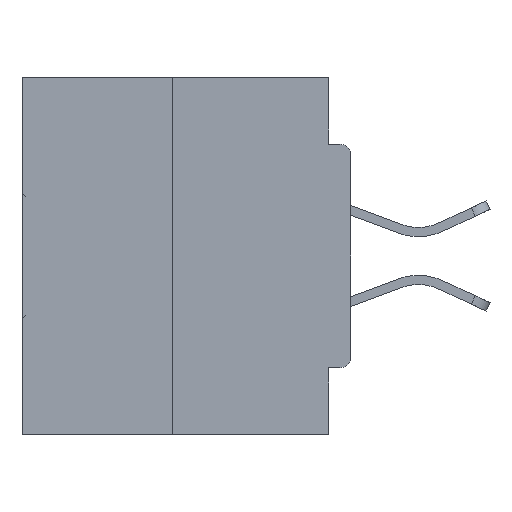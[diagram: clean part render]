
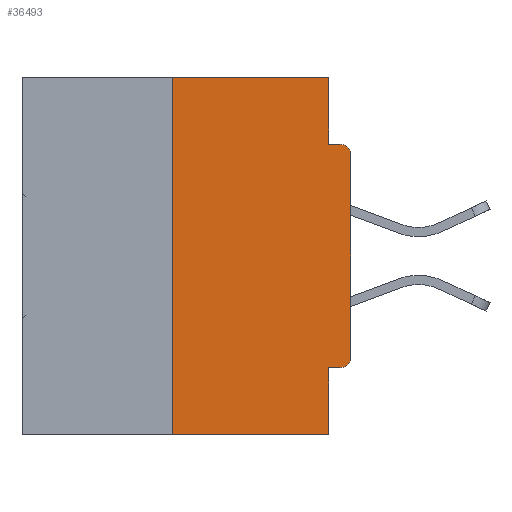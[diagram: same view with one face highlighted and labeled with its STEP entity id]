
A CAD part, left-side view. The second image highlights one B-rep face of the part: STEP entity #36493.
In plain terms, the highlighted planar face has unit normal (-1, 0, 0).
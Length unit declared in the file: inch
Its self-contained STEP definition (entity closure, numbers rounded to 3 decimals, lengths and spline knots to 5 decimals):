
#694 = AXIS2_PLACEMENT_3D ( 'NONE', #24617, #5276, #28117 ) ;
#1737 = EDGE_CURVE ( 'NONE', #41552, #17215, #11412, .T. ) ;
#2510 = EDGE_CURVE ( 'NONE', #25767, #32736, #25896, .T. ) ;
#2734 = CARTESIAN_POINT ( 'NONE',  ( 0., 0.031, -0.0935 ) ) ;
#3161 = ORIENTED_EDGE ( 'NONE', *, *, #5451, .T. ) ;
#3697 = CARTESIAN_POINT ( 'NONE',  ( 0., 0.031, -0.5 ) ) ;
#5127 = VERTEX_POINT ( 'NONE', #11451 ) ;
#5276 = DIRECTION ( 'NONE',  ( -1., 0., 0. ) ) ;
#5451 = EDGE_CURVE ( 'NONE', #5127, #40206, #15077, .T. ) ;
#6425 = CARTESIAN_POINT ( 'NONE',  ( 0., 0., -0.0935 ) ) ;
#6446 = CARTESIAN_POINT ( 'NONE',  ( 0., 0.25, 0. ) ) ;
#6458 = EDGE_CURVE ( 'NONE', #22990, #17215, #14492, .T. ) ;
#6886 = LINE ( 'NONE', #23771, #37121 ) ;
#7662 = EDGE_CURVE ( 'NONE', #21411, #15877, #31635, .T. ) ;
#7956 = DIRECTION ( 'NONE',  ( 0., 0., -1. ) ) ;
#8048 = DIRECTION ( 'NONE',  ( 0., 0., 1. ) ) ;
#9713 = CARTESIAN_POINT ( 'NONE',  ( 0., 0.46, 0. ) ) ;
#9940 = CARTESIAN_POINT ( 'NONE',  ( 0., 0.031, -0.5 ) ) ;
#11412 = LINE ( 'NONE', #6425, #30481 ) ;
#11451 = CARTESIAN_POINT ( 'NONE',  ( 0., 0.25, -0.5 ) ) ;
#11525 = DIRECTION ( 'NONE',  ( 0., 1., 0. ) ) ;
#12460 = LINE ( 'NONE', #35510, #38652 ) ;
#13074 = CARTESIAN_POINT ( 'NONE',  ( 0., 0., -0.1085 ) ) ;
#13250 = EDGE_CURVE ( 'NONE', #15877, #41552, #13825, .T. ) ;
#13825 = LINE ( 'NONE', #16462, #30336 ) ;
#14081 = DIRECTION ( 'NONE',  ( 0., -1., 0. ) ) ;
#14492 = CIRCLE ( 'NONE', #694, 0.015 ) ;
#15077 = LINE ( 'NONE', #33640, #24127 ) ;
#15429 = CARTESIAN_POINT ( 'NONE',  ( 0., 0.46, 0. ) ) ;
#15759 = FACE_OUTER_BOUND ( 'NONE', #15927, .T. ) ;
#15877 = VERTEX_POINT ( 'NONE', #25810 ) ;
#15927 = EDGE_LOOP ( 'NONE', ( #33506, #34132, #3161, #29828, #27513, #35149, #33923, #37205, #20689, #29998 ) ) ;
#16462 = CARTESIAN_POINT ( 'NONE',  ( 0., 0.031, 0. ) ) ;
#17215 = VERTEX_POINT ( 'NONE', #37368 ) ;
#18716 = DIRECTION ( 'NONE',  ( 0., -1., 0. ) ) ;
#19069 = EDGE_CURVE ( 'NONE', #25767, #38148, #6886, .T. ) ;
#20689 = ORIENTED_EDGE ( 'NONE', *, *, #1737, .F. ) ;
#21411 = VERTEX_POINT ( 'NONE', #6446 ) ;
#21894 = DIRECTION ( 'NONE',  ( 1., 0., 0. ) ) ;
#22852 = DIRECTION ( 'NONE',  ( 0., 0., 1. ) ) ;
#22990 = VERTEX_POINT ( 'NONE', #13074 ) ;
#23771 = CARTESIAN_POINT ( 'NONE',  ( 0., 0., -0.4065 ) ) ;
#24127 = VECTOR ( 'NONE', #14081, 39.37008 ) ;
#24601 = VECTOR ( 'NONE', #35812, 39.37008 ) ;
#24617 = CARTESIAN_POINT ( 'NONE',  ( 0., 0.015, -0.1085 ) ) ;
#24624 = EDGE_CURVE ( 'NONE', #38148, #40206, #41258, .T. ) ;
#24927 = VECTOR ( 'NONE', #8048, 39.37008 ) ;
#25106 = DIRECTION ( 'NONE',  ( 0., 0., -1. ) ) ;
#25767 = VERTEX_POINT ( 'NONE', #27238 ) ;
#25810 = CARTESIAN_POINT ( 'NONE',  ( 0., 0.031, 0. ) ) ;
#25896 = CIRCLE ( 'NONE', #28984, 0.015 ) ;
#27222 = DIRECTION ( 'NONE',  ( -1., 0., 0. ) ) ;
#27238 = CARTESIAN_POINT ( 'NONE',  ( 0., 0.015, -0.4065 ) ) ;
#27326 = CARTESIAN_POINT ( 'NONE',  ( 0., 0., 0. ) ) ;
#27513 = ORIENTED_EDGE ( 'NONE', *, *, #19069, .F. ) ;
#27640 = CARTESIAN_POINT ( 'NONE',  ( 0., 0.031, -0.4065 ) ) ;
#28117 = DIRECTION ( 'NONE',  ( 0., 0., -1. ) ) ;
#28607 = VECTOR ( 'NONE', #32509, 39.37008 ) ;
#28984 = AXIS2_PLACEMENT_3D ( 'NONE', #40082, #27222, #7956 ) ;
#29828 = ORIENTED_EDGE ( 'NONE', *, *, #24624, .F. ) ;
#29998 = ORIENTED_EDGE ( 'NONE', *, *, #13250, .F. ) ;
#30336 = VECTOR ( 'NONE', #41645, 39.37008 ) ;
#30481 = VECTOR ( 'NONE', #18716, 39.37008 ) ;
#31635 = LINE ( 'NONE', #9713, #28607 ) ;
#31652 = AXIS2_PLACEMENT_3D ( 'NONE', #15429, #21894, #25106 ) ;
#32509 = DIRECTION ( 'NONE',  ( 0., -1., 0. ) ) ;
#32736 = VERTEX_POINT ( 'NONE', #36831 ) ;
#33169 = EDGE_CURVE ( 'NONE', #5127, #21411, #12460, .T. ) ;
#33506 = ORIENTED_EDGE ( 'NONE', *, *, #7662, .F. ) ;
#33510 = LINE ( 'NONE', #27326, #24927 ) ;
#33640 = CARTESIAN_POINT ( 'NONE',  ( 0., 0.46, -0.5 ) ) ;
#33923 = ORIENTED_EDGE ( 'NONE', *, *, #34379, .T. ) ;
#34132 = ORIENTED_EDGE ( 'NONE', *, *, #33169, .F. ) ;
#34379 = EDGE_CURVE ( 'NONE', #32736, #22990, #33510, .T. ) ;
#35149 = ORIENTED_EDGE ( 'NONE', *, *, #2510, .T. ) ;
#35510 = CARTESIAN_POINT ( 'NONE',  ( 0., 0.25, 0. ) ) ;
#35812 = DIRECTION ( 'NONE',  ( 0., 0., -1. ) ) ;
#36493 = ADVANCED_FACE ( 'NONE', ( #15759 ), #37906, .F. ) ;
#36831 = CARTESIAN_POINT ( 'NONE',  ( 0., 0., -0.3915 ) ) ;
#37121 = VECTOR ( 'NONE', #11525, 39.37008 ) ;
#37205 = ORIENTED_EDGE ( 'NONE', *, *, #6458, .T. ) ;
#37368 = CARTESIAN_POINT ( 'NONE',  ( 0., 0.015, -0.0935 ) ) ;
#37906 = PLANE ( 'NONE',  #31652 ) ;
#38148 = VERTEX_POINT ( 'NONE', #27640 ) ;
#38652 = VECTOR ( 'NONE', #22852, 39.37008 ) ;
#40082 = CARTESIAN_POINT ( 'NONE',  ( 0., 0.015, -0.3915 ) ) ;
#40206 = VERTEX_POINT ( 'NONE', #3697 ) ;
#41258 = LINE ( 'NONE', #9940, #24601 ) ;
#41552 = VERTEX_POINT ( 'NONE', #2734 ) ;
#41645 = DIRECTION ( 'NONE',  ( 0., 0., -1. ) ) ;
